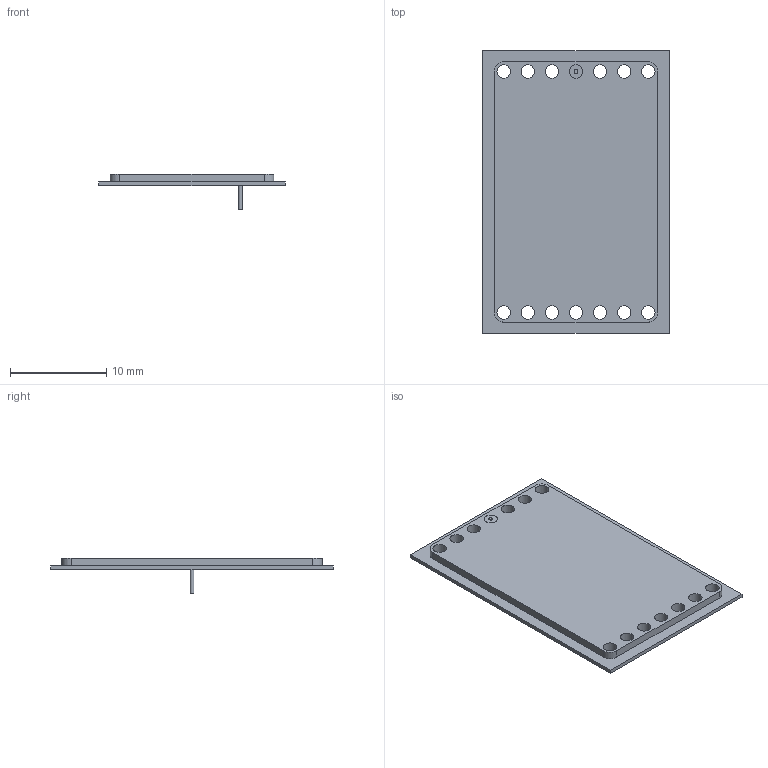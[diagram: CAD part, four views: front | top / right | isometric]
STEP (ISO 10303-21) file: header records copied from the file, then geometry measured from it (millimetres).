
FILE_DESCRIPTION(('STEP AP214'), '1');
FILE_NAME('155.15-2', '', ('UNSPECIFIED'), ('UNSPECIFIED'), 'ASCON STEP Converter 1.3', 'ASCON Math Kernel', '');
FILE_SCHEMA(('AUTOMOTIVE_DESIGN { 1 0 10303 214 3 1 1}'));
Length unit declared in the file: millimetre
Assembly tree (3 placements, depth 2):
  (unnamed)
    (unnamed)
    (unnamed)
    (unnamed)
Bounding box: 19.35 x 29.35 x 3.7 mm (x, y, z)
Volume: 570 mm3; surface area: 1289.1 mm2
Topology: 3 solids, 3 shells, 38 faces, 90 edges, 60 vertices
Faces by surface type: cylinder 22, plane 16
Full cylindrical faces by diameter (mm): 0.4 x3, 1.4 x15
Entity records: 1602 total; most frequent: DIRECTION 200, CARTESIAN_POINT 174, ORIENTED_EDGE 144, EDGE_LOOP 88, AXIS2_PLACEMENT_3D 86, EDGE_CURVE 72, VERTEX_POINT 60, FACE_BOUND 52
